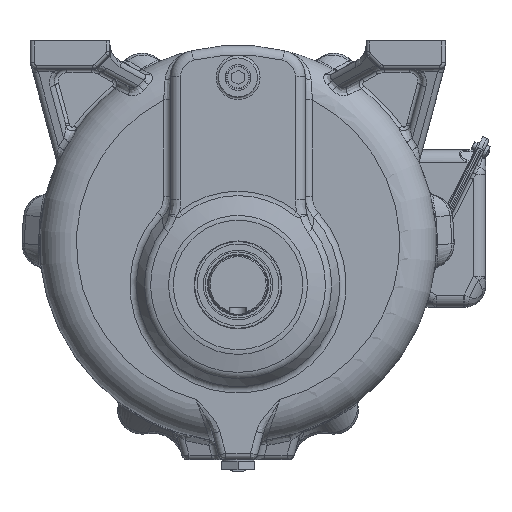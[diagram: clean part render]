
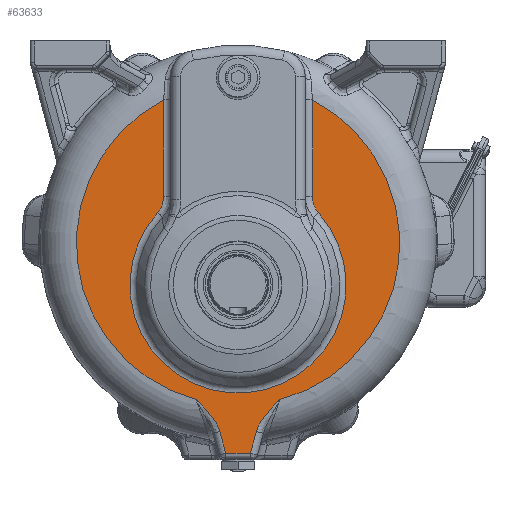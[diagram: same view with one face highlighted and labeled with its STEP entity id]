
A CAD part, top view. The second image highlights one B-rep face of the part: STEP entity #63633.
In plain terms, the highlighted planar face has unit normal (0, 0, 1).
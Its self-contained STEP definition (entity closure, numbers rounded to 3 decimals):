
#2002=LINE('',#94110,#6582);
#2003=LINE('',#94128,#6583);
#2004=LINE('',#94138,#6584);
#2005=LINE('',#94140,#6585);
#2006=LINE('',#94142,#6586);
#6582=VECTOR('',#75090,1000.);
#6583=VECTOR('',#75093,1000.);
#6584=VECTOR('',#75094,1000.);
#6585=VECTOR('',#75095,1000.);
#6586=VECTOR('',#75096,1000.);
#11088=PLANE('',#68061);
#12453=B_SPLINE_CURVE_WITH_KNOTS('',3,(#94112,#94113,#94114,#94115,#94116,
#94117),.UNSPECIFIED.,.F.,.F.,(4,1,1,4),(0.,0.008,0.011,
0.015),.UNSPECIFIED.);
#12454=B_SPLINE_CURVE_WITH_KNOTS('',3,(#94121,#94122,#94123,#94124,#94125,
#94126),.UNSPECIFIED.,.F.,.F.,(4,1,1,4),(0.,0.007,0.011,
0.015),.UNSPECIFIED.);
#12455=B_SPLINE_CURVE_WITH_KNOTS('',3,(#94129,#94130,#94131,#94132,#94133,
#94134,#94135,#94136),.UNSPECIFIED.,.F.,.F.,(4,1,1,1,1,4),(0.,
0.008,0.012,0.016,0.025,
0.033),.UNSPECIFIED.);
#12456=B_SPLINE_CURVE_WITH_KNOTS('',3,(#94144,#94145,#94146,#94147,#94148,
#94149,#94150,#94151),.UNSPECIFIED.,.F.,.F.,(4,1,1,1,1,4),(0.,0.008,
0.012,0.016,0.025,0.033),
 .UNSPECIFIED.);
#14263=ORIENTED_EDGE('',*,*,#34000,.F.);
#14264=ORIENTED_EDGE('',*,*,#34010,.T.);
#14265=ORIENTED_EDGE('',*,*,#34011,.F.);
#14266=ORIENTED_EDGE('',*,*,#34012,.T.);
#14267=ORIENTED_EDGE('',*,*,#34013,.F.);
#14268=ORIENTED_EDGE('',*,*,#34014,.T.);
#14269=ORIENTED_EDGE('',*,*,#33985,.F.);
#14270=ORIENTED_EDGE('',*,*,#34015,.T.);
#14271=ORIENTED_EDGE('',*,*,#34016,.T.);
#14272=ORIENTED_EDGE('',*,*,#34017,.T.);
#14273=ORIENTED_EDGE('',*,*,#34018,.T.);
#14274=ORIENTED_EDGE('',*,*,#34019,.T.);
#33985=EDGE_CURVE('',#43843,#43844,#50012,.T.);
#34000=EDGE_CURVE('',#43855,#43856,#50014,.T.);
#34010=EDGE_CURVE('',#43855,#43864,#2002,.T.);
#34011=EDGE_CURVE('',#43865,#43864,#12453,.T.);
#34012=EDGE_CURVE('',#43865,#43866,#50015,.T.);
#34013=EDGE_CURVE('',#43867,#43866,#12454,.T.);
#34014=EDGE_CURVE('',#43867,#43844,#2003,.T.);
#34015=EDGE_CURVE('',#43843,#43868,#12455,.F.);
#34016=EDGE_CURVE('',#43868,#43869,#2004,.F.);
#34017=EDGE_CURVE('',#43869,#43870,#2005,.T.);
#34018=EDGE_CURVE('',#43870,#43871,#2006,.T.);
#34019=EDGE_CURVE('',#43871,#43856,#12456,.T.);
#43843=VERTEX_POINT('',#93951);
#43844=VERTEX_POINT('',#93953);
#43855=VERTEX_POINT('',#94055);
#43856=VERTEX_POINT('',#94057);
#43864=VERTEX_POINT('',#94111);
#43865=VERTEX_POINT('',#94118);
#43866=VERTEX_POINT('',#94120);
#43867=VERTEX_POINT('',#94127);
#43868=VERTEX_POINT('',#94137);
#43869=VERTEX_POINT('',#94139);
#43870=VERTEX_POINT('',#94141);
#43871=VERTEX_POINT('',#94143);
#50012=CIRCLE('',#68056,132.5);
#50014=CIRCLE('',#68059,132.5);
#50015=CIRCLE('',#68062,88.53);
#53130=EDGE_LOOP('',(#14263,#14264,#14265,#14266,#14267,#14268,#14269,#14270,
#14271,#14272,#14273,#14274));
#57657=FACE_BOUND('',#53130,.T.);
#63633=ADVANCED_FACE('',(#57657),#11088,.F.);
#68056=AXIS2_PLACEMENT_3D('',#93952,#75075,#75076);
#68059=AXIS2_PLACEMENT_3D('',#94056,#75081,#75082);
#68061=AXIS2_PLACEMENT_3D('',#94109,#75088,#75089);
#68062=AXIS2_PLACEMENT_3D('',#94119,#75091,#75092);
#75075=DIRECTION('',(0.,0.,-1.));
#75076=DIRECTION('',(-1.,0.,0.));
#75081=DIRECTION('',(0.,0.,-1.));
#75082=DIRECTION('',(-1.,0.,0.));
#75088=DIRECTION('',(0.,0.,-1.));
#75089=DIRECTION('',(-1.,0.,0.));
#75090=DIRECTION('',(0.,-1.,0.));
#75091=DIRECTION('',(0.,0.,-1.));
#75092=DIRECTION('',(-1.,0.,0.));
#75093=DIRECTION('',(0.,1.,0.));
#75094=DIRECTION('',(-0.259,0.966,0.));
#75095=DIRECTION('',(1.,0.,0.));
#75096=DIRECTION('',(0.259,0.966,0.));
#93951=CARTESIAN_POINT('',(-34.349,-127.97,112.));
#93952=CARTESIAN_POINT('',(0.,0.,112.));
#93953=CARTESIAN_POINT('',(-61.,117.623,112.));
#94055=CARTESIAN_POINT('',(61.,117.623,112.));
#94056=CARTESIAN_POINT('',(0.,0.,112.));
#94057=CARTESIAN_POINT('',(34.349,-127.97,112.));
#94109=CARTESIAN_POINT('',(0.,0.,112.));
#94110=CARTESIAN_POINT('',(61.,0.,112.));
#94111=CARTESIAN_POINT('',(61.,38.834,112.));
#94112=CARTESIAN_POINT('',(65.891,25.127,112.));
#94113=CARTESIAN_POINT('',(64.22,26.989,112.));
#94114=CARTESIAN_POINT('',(62.405,30.292,112.));
#94115=CARTESIAN_POINT('',(61.2,35.127,112.));
#94116=CARTESIAN_POINT('',(61.,37.586,112.));
#94117=CARTESIAN_POINT('',(61.,38.834,112.));
#94118=CARTESIAN_POINT('',(65.891,25.127,112.));
#94119=CARTESIAN_POINT('',(0.,-34.,112.));
#94120=CARTESIAN_POINT('',(-65.891,25.127,112.));
#94121=CARTESIAN_POINT('',(-61.,38.834,112.));
#94122=CARTESIAN_POINT('',(-61.,36.336,112.));
#94123=CARTESIAN_POINT('',(-61.602,32.615,112.));
#94124=CARTESIAN_POINT('',(-63.635,28.07,112.));
#94125=CARTESIAN_POINT('',(-65.054,26.06,112.));
#94126=CARTESIAN_POINT('',(-65.891,25.127,112.));
#94127=CARTESIAN_POINT('',(-61.,38.834,112.));
#94128=CARTESIAN_POINT('',(-61.,0.,112.));
#94129=CARTESIAN_POINT('',(-14.951,-154.001,112.));
#94130=CARTESIAN_POINT('',(-15.666,-151.331,112.));
#94131=CARTESIAN_POINT('',(-17.388,-147.618,112.));
#94132=CARTESIAN_POINT('',(-20.452,-143.038,112.));
#94133=CARTESIAN_POINT('',(-23.838,-138.757,112.));
#94134=CARTESIAN_POINT('',(-28.509,-133.762,112.));
#94135=CARTESIAN_POINT('',(-32.422,-129.898,112.));
#94136=CARTESIAN_POINT('',(-34.349,-127.97,112.));
#94137=CARTESIAN_POINT('',(-14.951,-154.001,112.));
#94138=CARTESIAN_POINT('',(-52.45,-14.054,112.));
#94139=CARTESIAN_POINT('',(-10.128,-172.,112.));
#94140=CARTESIAN_POINT('',(0.,-172.,112.));
#94141=CARTESIAN_POINT('',(10.128,-172.,112.));
#94142=CARTESIAN_POINT('',(52.45,-14.054,112.));
#94143=CARTESIAN_POINT('',(14.951,-154.001,112.));
#94144=CARTESIAN_POINT('',(14.951,-154.001,112.));
#94145=CARTESIAN_POINT('',(15.666,-151.331,112.));
#94146=CARTESIAN_POINT('',(17.388,-147.618,112.));
#94147=CARTESIAN_POINT('',(20.452,-143.038,112.));
#94148=CARTESIAN_POINT('',(23.838,-138.757,112.));
#94149=CARTESIAN_POINT('',(28.509,-133.762,112.));
#94150=CARTESIAN_POINT('',(32.422,-129.898,112.));
#94151=CARTESIAN_POINT('',(34.349,-127.97,112.));
